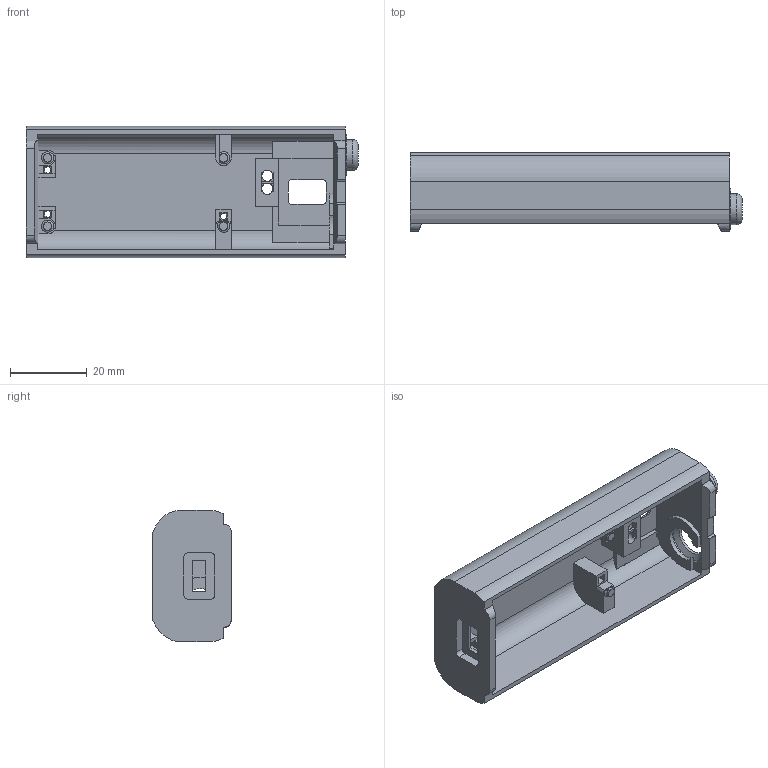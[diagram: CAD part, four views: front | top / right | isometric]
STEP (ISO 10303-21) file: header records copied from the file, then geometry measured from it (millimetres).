
FILE_DESCRIPTION(/* description */ (''),/* implementation_level */ '2;1');
FILE_NAME(/* name */ 'Main Housing.step',/* time_stamp */ '2019-06-09T19:17:28+02:00',/* author */ (''),/* organization */ (''),/* preprocessor_version */ 'ST-DEVELOPER v18',/* originating_system */ 'Autodesk Translation Framework v8.2.0.1029',/* authorisation */ '');
FILE_SCHEMA (('AUTOMOTIVE_DESIGN { 1 0 10303 214 3 1 1 }'));
Length unit declared in the file: millimetre
Products named in the file (1): Main Housing
Bounding box: 86.3 x 20.4 x 34.2 mm (x, y, z)
Volume: 14166.6 mm3; surface area: 14384.8 mm2
Topology: 1 solids, 1 shells, 1003 faces, 2893 edges, 1916 vertices
Faces by surface type: bspline 693, plane 256, cylinder 41, cone 8, torus 5
Full cylindrical faces by diameter (mm): 2.2 x4, 2.9 x2, 8 x1, 9 x1, 10.6 x1, 12 x1
Entity records: 39016 total; most frequent: CARTESIAN_POINT 17548, ORIENTED_EDGE 5778, EDGE_CURVE 2889, DIRECTION 2255, VERTEX_POINT 1916, LINE 1329, VECTOR 1329, B_SPLINE_CURVE_WITH_KNOTS 1282
